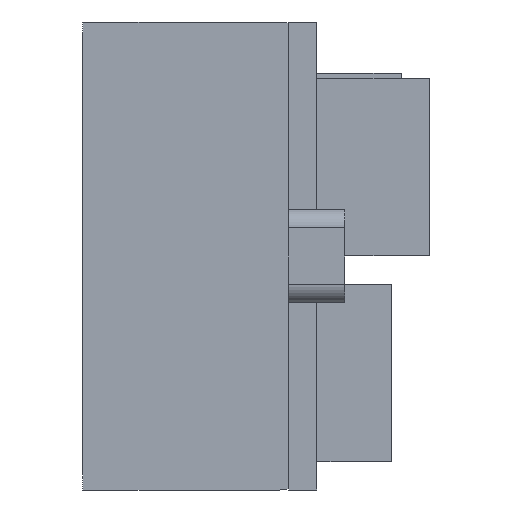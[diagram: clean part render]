
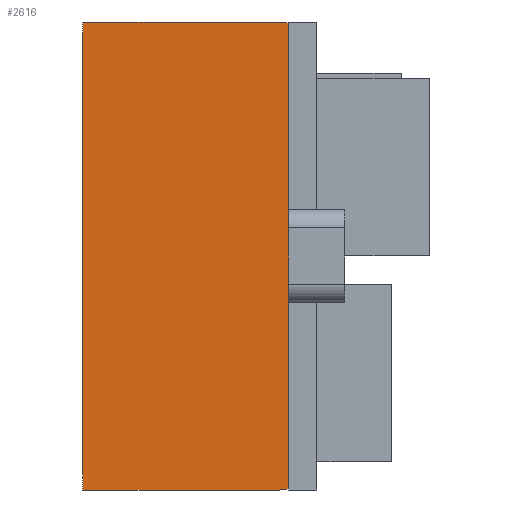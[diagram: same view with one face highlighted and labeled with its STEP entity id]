
A CAD part, left-side view. The second image highlights one B-rep face of the part: STEP entity #2616.
In plain terms, the highlighted planar face has unit normal (-1, 0, 0).
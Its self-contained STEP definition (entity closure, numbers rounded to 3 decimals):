
#82=CIRCLE('',#2770,4.);
#84=CIRCLE('',#2773,4.);
#118=FACE_OUTER_BOUND('',#270,.T.);
#270=EDGE_LOOP('',(#1765,#1766,#1767,#1768,#1769,#1770));
#452=LINE('',#3666,#788);
#467=LINE('',#3710,#803);
#468=LINE('',#3713,#804);
#469=LINE('',#3714,#805);
#788=VECTOR('',#2956,10.);
#803=VECTOR('',#2987,10.);
#804=VECTOR('',#2990,10.);
#805=VECTOR('',#2991,10.);
#1121=VERTEX_POINT('',#3659);
#1124=VERTEX_POINT('',#3664);
#1141=VERTEX_POINT('',#3700);
#1142=VERTEX_POINT('',#3701);
#1145=VERTEX_POINT('',#3709);
#1146=VERTEX_POINT('',#3711);
#1370=EDGE_CURVE('',#1124,#1121,#452,.T.);
#1387=EDGE_CURVE('',#1141,#1142,#82,.T.);
#1391=EDGE_CURVE('',#1145,#1141,#467,.T.);
#1392=EDGE_CURVE('',#1146,#1145,#84,.T.);
#1393=EDGE_CURVE('',#1146,#1121,#468,.T.);
#1394=EDGE_CURVE('',#1142,#1124,#469,.T.);
#1765=ORIENTED_EDGE('',*,*,#1387,.F.);
#1766=ORIENTED_EDGE('',*,*,#1391,.F.);
#1767=ORIENTED_EDGE('',*,*,#1392,.F.);
#1768=ORIENTED_EDGE('',*,*,#1393,.T.);
#1769=ORIENTED_EDGE('',*,*,#1370,.F.);
#1770=ORIENTED_EDGE('',*,*,#1394,.F.);
#2490=PLANE('',#2772);
#2616=ADVANCED_FACE('',(#118),#2490,.T.);
#2770=AXIS2_PLACEMENT_3D('',#3702,#2979,#2980);
#2772=AXIS2_PLACEMENT_3D('',#3708,#2985,#2986);
#2773=AXIS2_PLACEMENT_3D('',#3712,#2988,#2989);
#2956=DIRECTION('',(0.,0.,1.));
#2979=DIRECTION('center_axis',(1.,0.,0.));
#2980=DIRECTION('ref_axis',(0.,-0.707,-0.707));
#2985=DIRECTION('center_axis',(-1.,0.,0.));
#2986=DIRECTION('ref_axis',(0.,0.,1.));
#2987=DIRECTION('',(0.,0.,-1.));
#2988=DIRECTION('center_axis',(1.,0.,0.));
#2989=DIRECTION('ref_axis',(0.,-0.707,0.707));
#2990=DIRECTION('',(0.,1.,0.));
#2991=DIRECTION('',(0.,1.,0.));
#3659=CARTESIAN_POINT('',(0.,25.,35.));
#3664=CARTESIAN_POINT('',(0.,25.,-15.));
#3666=CARTESIAN_POINT('',(0.,25.,0.));
#3700=CARTESIAN_POINT('',(0.,0.,-11.));
#3701=CARTESIAN_POINT('',(0.,4.,-15.));
#3702=CARTESIAN_POINT('Origin',(0.,4.,-11.));
#3708=CARTESIAN_POINT('Origin',(0.,0.,0.));
#3709=CARTESIAN_POINT('',(0.,0.,31.));
#3710=CARTESIAN_POINT('',(0.,0.,0.));
#3711=CARTESIAN_POINT('',(0.,4.,35.));
#3712=CARTESIAN_POINT('Origin',(0.,4.,31.));
#3713=CARTESIAN_POINT('',(0.,0.,35.));
#3714=CARTESIAN_POINT('',(0.,0.,-15.));
